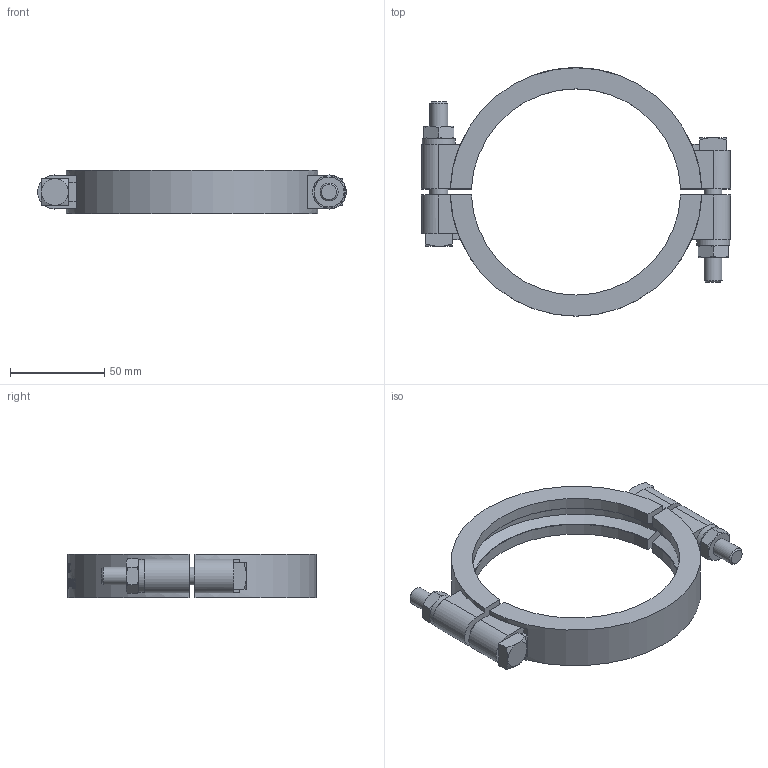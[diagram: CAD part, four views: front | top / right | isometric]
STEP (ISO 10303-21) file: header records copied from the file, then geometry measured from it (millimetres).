
FILE_DESCRIPTION(/* description */ (''),/* implementation_level */ '2;1');
FILE_NAME(/* name */ '13MHP-4.stp',/* time_stamp */ '2021-12-17T14:43:52-05:00',/* author */ ('rick'),/* organization */ (''),/* preprocessor_version */ 'ST-DEVELOPER v18.1',/* originating_system */ 'Autodesk Inventor 2020',/* authorisation */ '');
FILE_SCHEMA (('AUTOMOTIVE_DESIGN { 1 0 10303 214 3 1 1 }'));
Length unit declared in the file: inch
Products named in the file (1): 13MHP-4-SLOT
Bounding box: 163.83 x 131.7 x 23.11 mm (x, y, z)
Volume: 109511.7 mm3; surface area: 42941.5 mm2
Topology: 1 solids, 1 shells, 473 faces, 1248 edges, 812 vertices
Faces by surface type: plane 231, bspline 147, cylinder 55, cone 38, torus 2
Full cylindrical faces by diameter (mm): 9.525 x4, 10.287 x4
Entity records: 17699 total; most frequent: CARTESIAN_POINT 6792, ORIENTED_EDGE 2496, DIRECTION 1822, EDGE_CURVE 1248, VERTEX_POINT 812, AXIS2_PLACEMENT_3D 613, LINE 596, VECTOR 596
